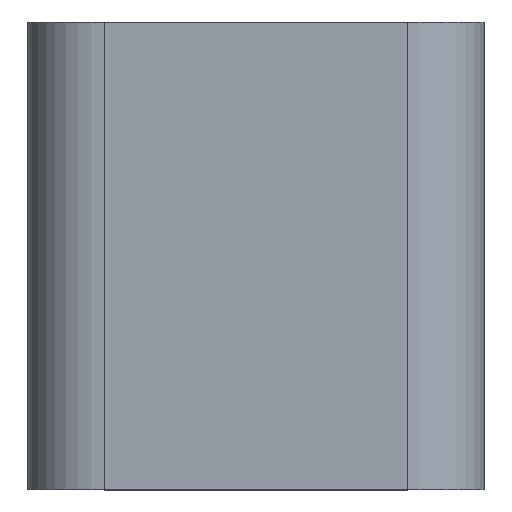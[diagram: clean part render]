
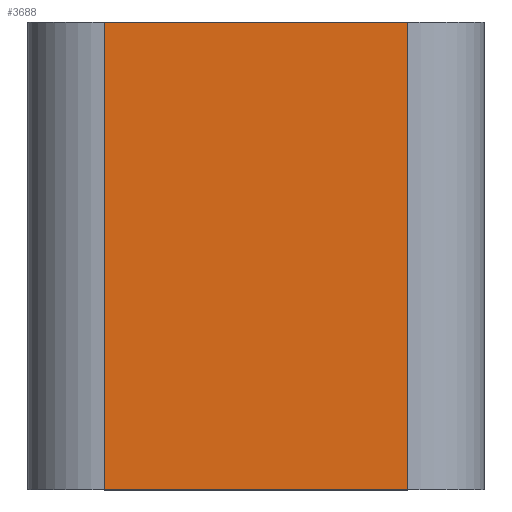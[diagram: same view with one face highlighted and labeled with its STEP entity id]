
A CAD part, top view. The second image highlights one B-rep face of the part: STEP entity #3688.
In plain terms, the highlighted planar face has unit normal (0, 0, 1).
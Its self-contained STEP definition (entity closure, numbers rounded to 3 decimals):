
#1171 = PLANE('',#1172);
#1172 = AXIS2_PLACEMENT_3D('',#1173,#1174,#1175);
#1173 = CARTESIAN_POINT('',(4.475,-4.585,0.));
#1174 = DIRECTION('',(0.,-1.,0.));
#1175 = DIRECTION('',(-1.,0.,0.));
#1199 = CYLINDRICAL_SURFACE('',#1200,1.5);
#1200 = AXIS2_PLACEMENT_3D('',#1201,#1202,#1203);
#1201 = CARTESIAN_POINT('',(-2.975,-4.585,1.66));
#1202 = DIRECTION('',(0.,1.,0.));
#1203 = DIRECTION('',(-1.,0.,0.));
#1227 = PLANE('',#1228);
#1228 = AXIS2_PLACEMENT_3D('',#1229,#1230,#1231);
#1229 = CARTESIAN_POINT('',(-4.475,4.585,0.));
#1230 = DIRECTION('',(0.,1.,0.));
#1231 = DIRECTION('',(1.,0.,0.));
#1781 = VERTEX_POINT('',#1782);
#1782 = CARTESIAN_POINT('',(2.975,-4.585,3.16));
#1797 = CYLINDRICAL_SURFACE('',#1798,1.5);
#1798 = AXIS2_PLACEMENT_3D('',#1799,#1800,#1801);
#1799 = CARTESIAN_POINT('',(2.975,4.585,1.66));
#1800 = DIRECTION('',(0.,-1.,0.));
#1801 = DIRECTION('',(1.,0.,0.));
#1809 = EDGE_CURVE('',#1781,#1810,#1812,.T.);
#1810 = VERTEX_POINT('',#1811);
#1811 = CARTESIAN_POINT('',(-2.975,-4.585,3.16));
#1812 = SURFACE_CURVE('',#1813,(#1817,#1824),.PCURVE_S1.);
#1813 = LINE('',#1814,#1815);
#1814 = CARTESIAN_POINT('',(4.475,-4.585,3.16));
#1815 = VECTOR('',#1816,1.);
#1816 = DIRECTION('',(-1.,0.,0.));
#1817 = PCURVE('',#1171,#1818);
#1818 = DEFINITIONAL_REPRESENTATION('',(#1819),#1823);
#1819 = LINE('',#1820,#1821);
#1820 = CARTESIAN_POINT('',(0.,-3.16));
#1821 = VECTOR('',#1822,1.);
#1822 = DIRECTION('',(1.,0.));
#1823 = ( GEOMETRIC_REPRESENTATION_CONTEXT(2) 
PARAMETRIC_REPRESENTATION_CONTEXT() REPRESENTATION_CONTEXT('2D SPACE',''
  ) );
#1824 = PCURVE('',#1825,#1830);
#1825 = PLANE('',#1826);
#1826 = AXIS2_PLACEMENT_3D('',#1827,#1828,#1829);
#1827 = CARTESIAN_POINT('',(-4.475,4.585,3.16));
#1828 = DIRECTION('',(0.,0.,1.));
#1829 = DIRECTION('',(1.,0.,0.));
#1830 = DEFINITIONAL_REPRESENTATION('',(#1831),#1835);
#1831 = LINE('',#1832,#1833);
#1832 = CARTESIAN_POINT('',(8.95,-9.17));
#1833 = VECTOR('',#1834,1.);
#1834 = DIRECTION('',(-1.,0.));
#1835 = ( GEOMETRIC_REPRESENTATION_CONTEXT(2) 
PARAMETRIC_REPRESENTATION_CONTEXT() REPRESENTATION_CONTEXT('2D SPACE',''
  ) );
#2144 = EDGE_CURVE('',#1810,#2145,#2147,.T.);
#2145 = VERTEX_POINT('',#2146);
#2146 = CARTESIAN_POINT('',(-2.975,4.585,3.16));
#2147 = SURFACE_CURVE('',#2148,(#2152,#2159),.PCURVE_S1.);
#2148 = LINE('',#2149,#2150);
#2149 = CARTESIAN_POINT('',(-2.975,-4.585,3.16));
#2150 = VECTOR('',#2151,1.);
#2151 = DIRECTION('',(0.,1.,0.));
#2152 = PCURVE('',#1199,#2153);
#2153 = DEFINITIONAL_REPRESENTATION('',(#2154),#2158);
#2154 = LINE('',#2155,#2156);
#2155 = CARTESIAN_POINT('',(1.571,0.));
#2156 = VECTOR('',#2157,1.);
#2157 = DIRECTION('',(0.,1.));
#2158 = ( GEOMETRIC_REPRESENTATION_CONTEXT(2) 
PARAMETRIC_REPRESENTATION_CONTEXT() REPRESENTATION_CONTEXT('2D SPACE',''
  ) );
#2159 = PCURVE('',#1825,#2160);
#2160 = DEFINITIONAL_REPRESENTATION('',(#2161),#2165);
#2161 = LINE('',#2162,#2163);
#2162 = CARTESIAN_POINT('',(1.5,-9.17));
#2163 = VECTOR('',#2164,1.);
#2164 = DIRECTION('',(0.,1.));
#2165 = ( GEOMETRIC_REPRESENTATION_CONTEXT(2) 
PARAMETRIC_REPRESENTATION_CONTEXT() REPRESENTATION_CONTEXT('2D SPACE',''
  ) );
#2195 = EDGE_CURVE('',#2145,#2196,#2198,.T.);
#2196 = VERTEX_POINT('',#2197);
#2197 = CARTESIAN_POINT('',(2.975,4.585,3.16));
#2198 = SURFACE_CURVE('',#2199,(#2203,#2210),.PCURVE_S1.);
#2199 = LINE('',#2200,#2201);
#2200 = CARTESIAN_POINT('',(-4.475,4.585,3.16));
#2201 = VECTOR('',#2202,1.);
#2202 = DIRECTION('',(1.,0.,0.));
#2203 = PCURVE('',#1227,#2204);
#2204 = DEFINITIONAL_REPRESENTATION('',(#2205),#2209);
#2205 = LINE('',#2206,#2207);
#2206 = CARTESIAN_POINT('',(0.,-3.16));
#2207 = VECTOR('',#2208,1.);
#2208 = DIRECTION('',(1.,0.));
#2209 = ( GEOMETRIC_REPRESENTATION_CONTEXT(2) 
PARAMETRIC_REPRESENTATION_CONTEXT() REPRESENTATION_CONTEXT('2D SPACE',''
  ) );
#2210 = PCURVE('',#1825,#2211);
#2211 = DEFINITIONAL_REPRESENTATION('',(#2212),#2216);
#2212 = LINE('',#2213,#2214);
#2213 = CARTESIAN_POINT('',(0.,0.));
#2214 = VECTOR('',#2215,1.);
#2215 = DIRECTION('',(1.,0.));
#2216 = ( GEOMETRIC_REPRESENTATION_CONTEXT(2) 
PARAMETRIC_REPRESENTATION_CONTEXT() REPRESENTATION_CONTEXT('2D SPACE',''
  ) );
#3666 = EDGE_CURVE('',#2196,#1781,#3667,.T.);
#3667 = SURFACE_CURVE('',#3668,(#3672,#3679),.PCURVE_S1.);
#3668 = LINE('',#3669,#3670);
#3669 = CARTESIAN_POINT('',(2.975,4.585,3.16));
#3670 = VECTOR('',#3671,1.);
#3671 = DIRECTION('',(0.,-1.,0.));
#3672 = PCURVE('',#1797,#3673);
#3673 = DEFINITIONAL_REPRESENTATION('',(#3674),#3678);
#3674 = LINE('',#3675,#3676);
#3675 = CARTESIAN_POINT('',(1.571,0.));
#3676 = VECTOR('',#3677,1.);
#3677 = DIRECTION('',(0.,1.));
#3678 = ( GEOMETRIC_REPRESENTATION_CONTEXT(2) 
PARAMETRIC_REPRESENTATION_CONTEXT() REPRESENTATION_CONTEXT('2D SPACE',''
  ) );
#3679 = PCURVE('',#1825,#3680);
#3680 = DEFINITIONAL_REPRESENTATION('',(#3681),#3685);
#3681 = LINE('',#3682,#3683);
#3682 = CARTESIAN_POINT('',(7.45,0.));
#3683 = VECTOR('',#3684,1.);
#3684 = DIRECTION('',(0.,-1.));
#3685 = ( GEOMETRIC_REPRESENTATION_CONTEXT(2) 
PARAMETRIC_REPRESENTATION_CONTEXT() REPRESENTATION_CONTEXT('2D SPACE',''
  ) );
#3688 = ADVANCED_FACE('',(#3689),#1825,.T.);
#3689 = FACE_BOUND('',#3690,.T.);
#3690 = EDGE_LOOP('',(#3691,#3692,#3693,#3694));
#3691 = ORIENTED_EDGE('',*,*,#2195,.F.);
#3692 = ORIENTED_EDGE('',*,*,#2144,.F.);
#3693 = ORIENTED_EDGE('',*,*,#1809,.F.);
#3694 = ORIENTED_EDGE('',*,*,#3666,.F.);
